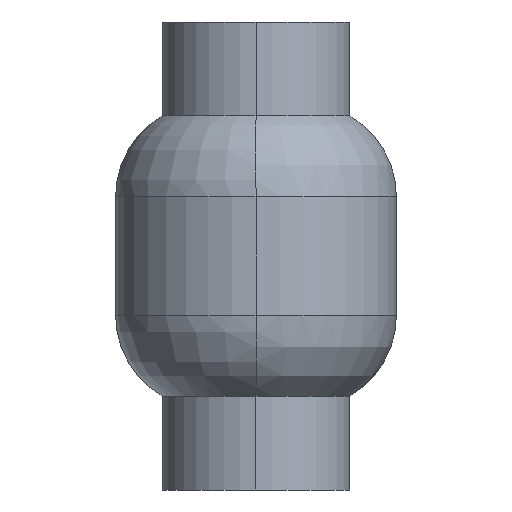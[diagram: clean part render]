
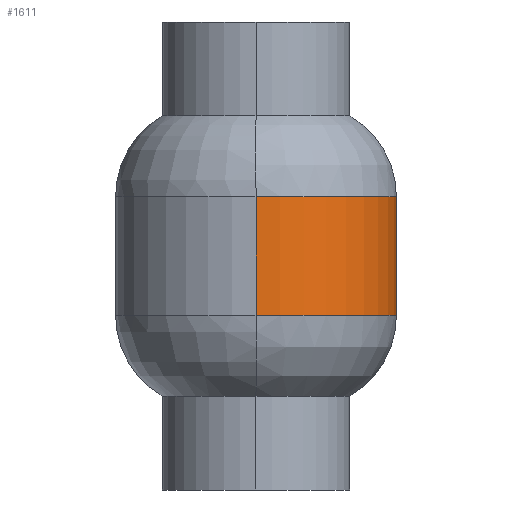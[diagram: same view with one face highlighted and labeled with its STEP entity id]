
A CAD part, left-side view. The second image highlights one B-rep face of the part: STEP entity #1611.
In plain terms, the highlighted cylindrical face has radius 7.5 mm (diameter 15 mm), a partial arc.
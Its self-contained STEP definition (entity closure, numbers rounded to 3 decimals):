
#38 = DIRECTION ( 'NONE',  ( 0., 0., -1. ) ) ;
#87 = DIRECTION ( 'NONE',  ( -1., 0., 0. ) ) ;
#156 = AXIS2_PLACEMENT_3D ( 'NONE', #739, #38, #609 ) ;
#192 = CARTESIAN_POINT ( 'NONE',  ( -7.5, 0., 7.5 ) ) ;
#213 = FACE_OUTER_BOUND ( 'NONE', #510, .T. ) ;
#263 = CARTESIAN_POINT ( 'NONE',  ( 0., -7.5, 7.5 ) ) ;
#364 = CYLINDRICAL_SURFACE ( 'NONE', #1474, 7.5 ) ;
#394 = CARTESIAN_POINT ( 'NONE',  ( 0., -7.5, 3.17 ) ) ;
#510 = EDGE_LOOP ( 'NONE', ( #1485, #1351, #1810, #644 ) ) ;
#609 = DIRECTION ( 'NONE',  ( 1., 0., 0. ) ) ;
#644 = ORIENTED_EDGE ( 'NONE', *, *, #1239, .F. ) ;
#739 = CARTESIAN_POINT ( 'NONE',  ( 0., 0., 3.17 ) ) ;
#759 = DIRECTION ( 'NONE',  ( 0., 0., -1. ) ) ;
#790 = VERTEX_POINT ( 'NONE', #1059 ) ;
#796 = EDGE_CURVE ( 'NONE', #790, #936, #1312, .T. ) ;
#822 = VERTEX_POINT ( 'NONE', #394 ) ;
#823 = DIRECTION ( 'NONE',  ( 0., 0., -1. ) ) ;
#922 = DIRECTION ( 'NONE',  ( 0., 0., 1. ) ) ;
#936 = VERTEX_POINT ( 'NONE', #1554 ) ;
#1059 = CARTESIAN_POINT ( 'NONE',  ( -7.5, 0., -3.17 ) ) ;
#1192 = DIRECTION ( 'NONE',  ( 0., 0., -1. ) ) ;
#1239 = EDGE_CURVE ( 'NONE', #822, #936, #1660, .T. ) ;
#1312 = CIRCLE ( 'NONE', #1431, 7.5 ) ;
#1330 = VECTOR ( 'NONE', #823, 1000. ) ;
#1351 = ORIENTED_EDGE ( 'NONE', *, *, #1552, .T. ) ;
#1431 = AXIS2_PLACEMENT_3D ( 'NONE', #1625, #922, #87 ) ;
#1452 = LINE ( 'NONE', #192, #1508 ) ;
#1472 = DIRECTION ( 'NONE',  ( -1., 0., 0. ) ) ;
#1474 = AXIS2_PLACEMENT_3D ( 'NONE', #1747, #1192, #1472 ) ;
#1485 = ORIENTED_EDGE ( 'NONE', *, *, #1495, .T. ) ;
#1495 = EDGE_CURVE ( 'NONE', #822, #1742, #1510, .T. ) ;
#1508 = VECTOR ( 'NONE', #759, 1000. ) ;
#1510 = CIRCLE ( 'NONE', #156, 7.5 ) ;
#1552 = EDGE_CURVE ( 'NONE', #1742, #790, #1452, .T. ) ;
#1554 = CARTESIAN_POINT ( 'NONE',  ( 0., -7.5, -3.17 ) ) ;
#1611 = ADVANCED_FACE ( 'NONE', ( #213 ), #364, .T. ) ;
#1625 = CARTESIAN_POINT ( 'NONE',  ( 0., 0., -3.17 ) ) ;
#1651 = CARTESIAN_POINT ( 'NONE',  ( -7.5, 0., 3.17 ) ) ;
#1660 = LINE ( 'NONE', #263, #1330 ) ;
#1742 = VERTEX_POINT ( 'NONE', #1651 ) ;
#1747 = CARTESIAN_POINT ( 'NONE',  ( 0., 0., 7.5 ) ) ;
#1810 = ORIENTED_EDGE ( 'NONE', *, *, #796, .T. ) ;
